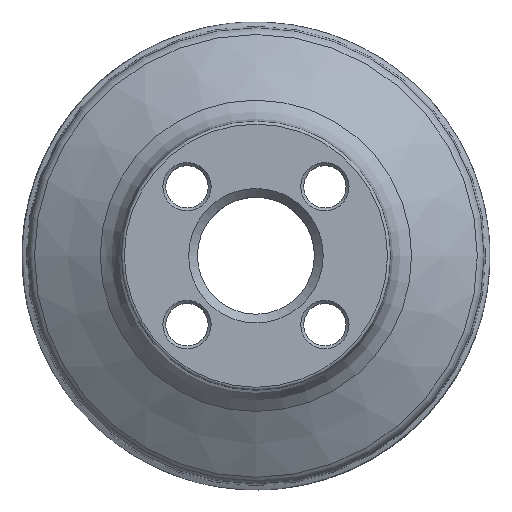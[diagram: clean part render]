
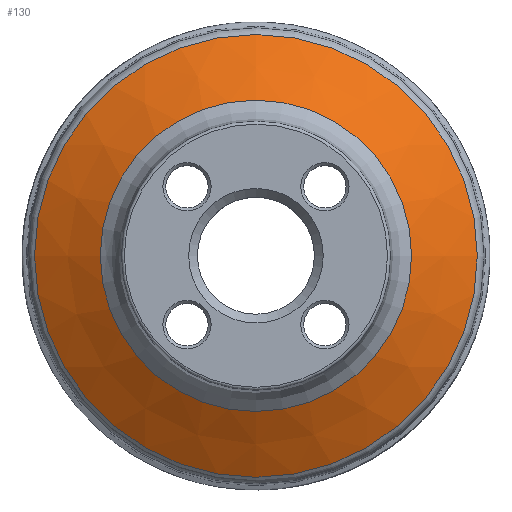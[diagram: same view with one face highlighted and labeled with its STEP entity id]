
A CAD part, top view. The second image highlights one B-rep face of the part: STEP entity #130.
In plain terms, the highlighted conical face has half-angle 58.856 degrees and reference radius 53.242 mm.
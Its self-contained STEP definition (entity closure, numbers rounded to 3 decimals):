
#130=ADVANCED_FACE('S5',(#196,#197),#169,.T.);
#169=CONICAL_SURFACE('',#735,53.242,58.856);
#196=FACE_BOUND('',#285,.T.);
#197=FACE_BOUND('',#286,.T.);
#285=EDGE_LOOP('',(#373));
#286=EDGE_LOOP('',(#374));
#373=ORIENTED_EDGE('',*,*,#506,.T.);
#374=ORIENTED_EDGE('',*,*,#507,.T.);
#461=VERTEX_POINT('',#1062);
#462=VERTEX_POINT('',#1064);
#506=EDGE_CURVE('',#461,#461,#550,.T.);
#507=EDGE_CURVE('',#462,#462,#551,.T.);
#550=CIRCLE('',#733,75.718);
#551=CIRCLE('',#734,53.242);
#733=AXIS2_PLACEMENT_3D('',#1061,#869,#870);
#734=AXIS2_PLACEMENT_3D('',#1063,#871,#872);
#735=AXIS2_PLACEMENT_3D('',#1065,#873,#874);
#869=DIRECTION('',(0.,0.,1.));
#870=DIRECTION('',(1.,0.,0.));
#871=DIRECTION('',(0.,0.,-1.));
#872=DIRECTION('',(-1.,0.,0.));
#873=DIRECTION('',(0.,0.,-1.));
#874=DIRECTION('',(-1.,0.,0.));
#1061=CARTESIAN_POINT('',(0.,0.,-40.919));
#1062=CARTESIAN_POINT('',(75.718,0.,-40.919));
#1063=CARTESIAN_POINT('',(0.,0.,-27.338));
#1064=CARTESIAN_POINT('',(-53.242,0.,-27.338));
#1065=CARTESIAN_POINT('',(0.,0.,-27.338));
